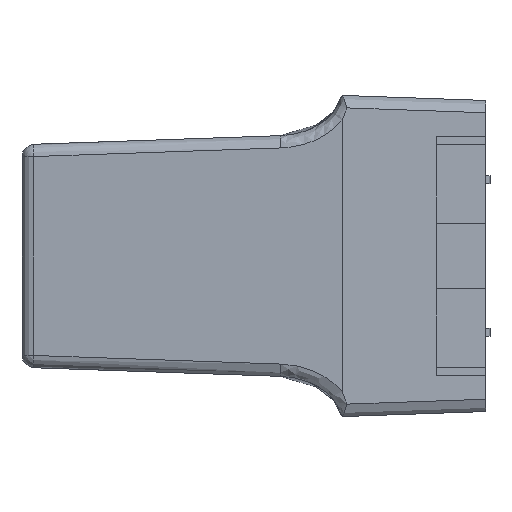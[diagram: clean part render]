
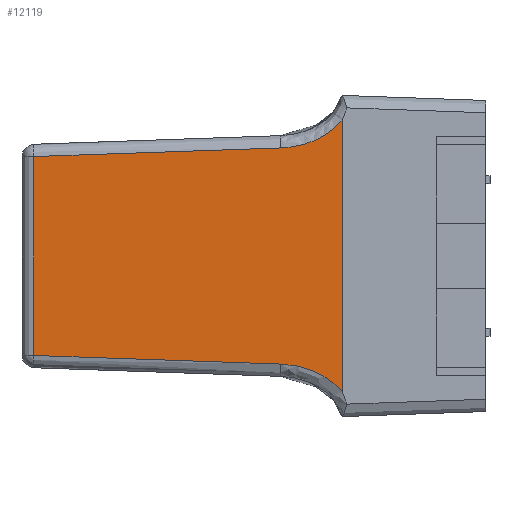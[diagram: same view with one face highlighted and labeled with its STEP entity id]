
A CAD part, left-side view. The second image highlights one B-rep face of the part: STEP entity #12119.
In plain terms, the highlighted face is planar.
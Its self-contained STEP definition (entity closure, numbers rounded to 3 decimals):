
#840 = DIRECTION ( 'NONE',  ( 0.035, -0.035, 0.999 ) ) ;
#884 = CARTESIAN_POINT ( 'NONE',  ( 13.499, -7.016, 17.05 ) ) ;
#956 = CARTESIAN_POINT ( 'NONE',  ( 15.994, -7.176, 21.629 ) ) ;
#1116 = EDGE_LOOP ( 'NONE', ( #10765, #7093, #9227, #3318, #14510, #7824 ) ) ;
#1737 = DIRECTION ( 'NONE',  ( 0., -0.999, -0.035 ) ) ;
#1960 = CARTESIAN_POINT ( 'NONE',  ( -16.25, -7.185, 21.873 ) ) ;
#2450 = CARTESIAN_POINT ( 'NONE',  ( 13.279, -6.981, 16.025 ) ) ;
#2875 = CARTESIAN_POINT ( 'NONE',  ( -13.799, -7.052, 18.06 ) ) ;
#3121 = CARTESIAN_POINT ( 'NONE',  ( -14.675, -7.119, 19.976 ) ) ;
#3284 = VERTEX_POINT ( 'NONE', #13590 ) ;
#3318 = ORIENTED_EDGE ( 'NONE', *, *, #9714, .T. ) ;
#3496 = VECTOR ( 'NONE', #840, 1000. ) ;
#3678 = CARTESIAN_POINT ( 'NONE',  ( -13.17, -6.932, 14.623 ) ) ;
#3708 = CARTESIAN_POINT ( 'NONE',  ( 15.515, -7.158, 21.11 ) ) ;
#4224 = CARTESIAN_POINT ( 'NONE',  ( -13.279, -6.981, 16.025 ) ) ;
#4344 = LINE ( 'NONE', #13220, #15514 ) ;
#4377 = VERTEX_POINT ( 'NONE', #13513 ) ;
#4468 = CARTESIAN_POINT ( 'NONE',  ( -13.499, -7.016, 17.05 ) ) ;
#4579 = VERTEX_POINT ( 'NONE', #3678 ) ;
#4795 = CARTESIAN_POINT ( 'NONE',  ( 13.588, -7.028, 17.389 ) ) ;
#4818 = EDGE_CURVE ( 'NONE', #3284, #8121, #4344, .T. ) ;
#5331 = FACE_OUTER_BOUND ( 'NONE', #1116, .T. ) ;
#5631 = CARTESIAN_POINT ( 'NONE',  ( -15.994, -7.176, 21.629 ) ) ;
#5831 = B_SPLINE_CURVE_WITH_KNOTS ( 'NONE', 3,
 ( #11781, #1960, #5631, #14430, #15936, #3121, #7034, #8212, #2875, #8117, #4468, #4224, #13272, #9286 ),
 .UNSPECIFIED., .F., .F.,
 ( 4, 2, 2, 2, 2, 2, 4 ),
 ( 0., 0.001, 0.002, 0.004, 0.005, 0.006, 0.008 ),
 .UNSPECIFIED. ) ;
#5958 = CARTESIAN_POINT ( 'NONE',  ( 13.17, -6.932, 14.623 ) ) ;
#6036 = CARTESIAN_POINT ( 'NONE',  ( 16.523, -7.193, 22.1 ) ) ;
#6538 = VERTEX_POINT ( 'NONE', #10219 ) ;
#6999 = DIRECTION ( 'NONE',  ( 0.035, 0.035, -0.999 ) ) ;
#7034 = CARTESIAN_POINT ( 'NONE',  ( -14.337, -7.097, 19.364 ) ) ;
#7093 = ORIENTED_EDGE ( 'NONE', *, *, #9873, .T. ) ;
#7241 = LINE ( 'NONE', #8409, #3496 ) ;
#7456 = CARTESIAN_POINT ( 'NONE',  ( 13.195, -6.956, 15.33 ) ) ;
#7824 = ORIENTED_EDGE ( 'NONE', *, *, #11108, .T. ) ;
#8117 = CARTESIAN_POINT ( 'NONE',  ( -13.588, -7.028, 17.389 ) ) ;
#8121 = VERTEX_POINT ( 'NONE', #11495 ) ;
#8212 = CARTESIAN_POINT ( 'NONE',  ( -13.922, -7.063, 18.393 ) ) ;
#8255 = CARTESIAN_POINT ( 'NONE',  ( -13.484, -7.246, 23.63 ) ) ;
#8409 = CARTESIAN_POINT ( 'NONE',  ( 13.484, -7.246, 23.63 ) ) ;
#8615 = CARTESIAN_POINT ( 'NONE',  ( 14.675, -7.119, 19.976 ) ) ;
#8690 = CARTESIAN_POINT ( 'NONE',  ( 16.25, -7.185, 21.873 ) ) ;
#9121 = DIRECTION ( 'NONE',  ( 1., 0., 0. ) ) ;
#9143 = DIRECTION ( 'NONE',  ( 0., 0.035, -0.999 ) ) ;
#9199 = CARTESIAN_POINT ( 'NONE',  ( 13.568, -5.881, -15.452 ) ) ;
#9227 = ORIENTED_EDGE ( 'NONE', *, *, #11728, .T. ) ;
#9286 = CARTESIAN_POINT ( 'NONE',  ( -13.17, -6.932, 14.623 ) ) ;
#9312 = PLANE ( 'NONE',  #10649 ) ;
#9714 = EDGE_CURVE ( 'NONE', #13816, #6538, #15360, .T. ) ;
#9873 = EDGE_CURVE ( 'NONE', #8121, #4579, #5831, .T. ) ;
#10085 = VECTOR ( 'NONE', #6999, 1000. ) ;
#10219 = CARTESIAN_POINT ( 'NONE',  ( 12.12, -5.881, -15.452 ) ) ;
#10640 = EDGE_CURVE ( 'NONE', #6538, #4377, #7241, .T. ) ;
#10649 = AXIS2_PLACEMENT_3D ( 'NONE', #15641, #1737, #9143 ) ;
#10765 = ORIENTED_EDGE ( 'NONE', *, *, #4818, .T. ) ;
#11040 = CARTESIAN_POINT ( 'NONE',  ( -12.12, -5.881, -15.452 ) ) ;
#11108 = EDGE_CURVE ( 'NONE', #4377, #3284, #14104, .T. ) ;
#11270 = CARTESIAN_POINT ( 'NONE',  ( 13.922, -7.063, 18.393 ) ) ;
#11495 = CARTESIAN_POINT ( 'NONE',  ( -16.523, -7.193, 22.1 ) ) ;
#11728 = EDGE_CURVE ( 'NONE', #4579, #13816, #15660, .T. ) ;
#11781 = CARTESIAN_POINT ( 'NONE',  ( -16.523, -7.193, 22.1 ) ) ;
#12119 = ADVANCED_FACE ( 'NONE', ( #5331 ), #9312, .T. ) ;
#12269 = CARTESIAN_POINT ( 'NONE',  ( 13.799, -7.052, 18.06 ) ) ;
#13220 = CARTESIAN_POINT ( 'NONE',  ( 0., -7.193, 22.1 ) ) ;
#13272 = CARTESIAN_POINT ( 'NONE',  ( -13.195, -6.956, 15.33 ) ) ;
#13513 = CARTESIAN_POINT ( 'NONE',  ( 13.17, -6.932, 14.623 ) ) ;
#13590 = CARTESIAN_POINT ( 'NONE',  ( 16.523, -7.193, 22.1 ) ) ;
#13816 = VERTEX_POINT ( 'NONE', #11040 ) ;
#14104 = B_SPLINE_CURVE_WITH_KNOTS ( 'NONE', 3,
 ( #5958, #7456, #2450, #884, #4795, #12269, #11270, #16432, #8615, #16337, #3708, #956, #8690, #6036 ),
 .UNSPECIFIED., .F., .F.,
 ( 4, 2, 2, 2, 2, 2, 4 ),
 ( 0., 0.002, 0.003, 0.004, 0.006, 0.007, 0.008 ),
 .UNSPECIFIED. ) ;
#14395 = VECTOR ( 'NONE', #9121, 1000. ) ;
#14430 = CARTESIAN_POINT ( 'NONE',  ( -15.515, -7.158, 21.11 ) ) ;
#14510 = ORIENTED_EDGE ( 'NONE', *, *, #10640, .T. ) ;
#14712 = DIRECTION ( 'NONE',  ( -1., 0., 0. ) ) ;
#15360 = LINE ( 'NONE', #9199, #14395 ) ;
#15514 = VECTOR ( 'NONE', #14712, 1000. ) ;
#15641 = CARTESIAN_POINT ( 'NONE',  ( 0., -7.263, 24.1 ) ) ;
#15660 = LINE ( 'NONE', #8255, #10085 ) ;
#15936 = CARTESIAN_POINT ( 'NONE',  ( -15.29, -7.148, 20.833 ) ) ;
#16337 = CARTESIAN_POINT ( 'NONE',  ( 15.29, -7.148, 20.833 ) ) ;
#16432 = CARTESIAN_POINT ( 'NONE',  ( 14.337, -7.097, 19.364 ) ) ;
